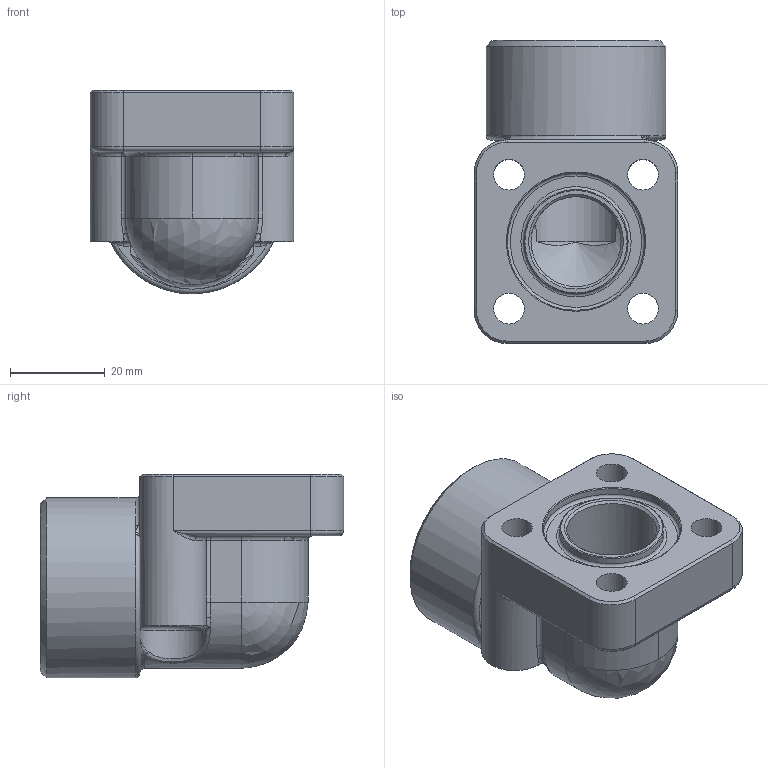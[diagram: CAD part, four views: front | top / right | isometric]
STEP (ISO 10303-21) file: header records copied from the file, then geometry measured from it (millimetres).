
FILE_DESCRIPTION(/* description */ ('Unknown'),/* implementation_level */ '2;1');
FILE_NAME(/* name */ 'AF.01645-001',/* time_stamp */ '2023-07-24T09:45:44+02:00',/* author */ ('Unknown'),/* organization */ ('Unknown'),/* preprocessor_version */ 'ST-DEVELOPER v18.102',/* originating_system */ 'Solid Edge',/* authorisation */ 'Unknown');
FILE_SCHEMA (('AUTOMOTIVE_DESIGN {1 0 10303 214 3 1 1}'));
Length unit declared in the file: millimetre
Products named in the file (2): 889_RIA40-012-SZ; RIA40-012-SZ
Assembly tree (1 placements, depth 2):
  889_RIA40-012-SZ
    RIA40-012-SZ
Bounding box: 43 x 64 x 43 mm (x, y, z)
Volume: 49741.8 mm3; surface area: 16676.4 mm2
Topology: 1 solids, 1 shells, 105 faces, 249 edges, 140 vertices
Faces by surface type: cylinder 34, plane 25, torus 19, bspline 18, cone 8, sphere 1
Full cylindrical faces by diameter (mm): 6.5 x4, 10.5 x4, 19 x2, 22 x1, 29 x1, 38 x1
Entity records: 3853 total; most frequent: CARTESIAN_POINT 1661, DIRECTION 439, ORIENTED_EDGE 428, EDGE_CURVE 214, AXIS2_PLACEMENT_3D 191, EDGE_LOOP 137, FACE_BOUND 137, VERTEX_POINT 135
